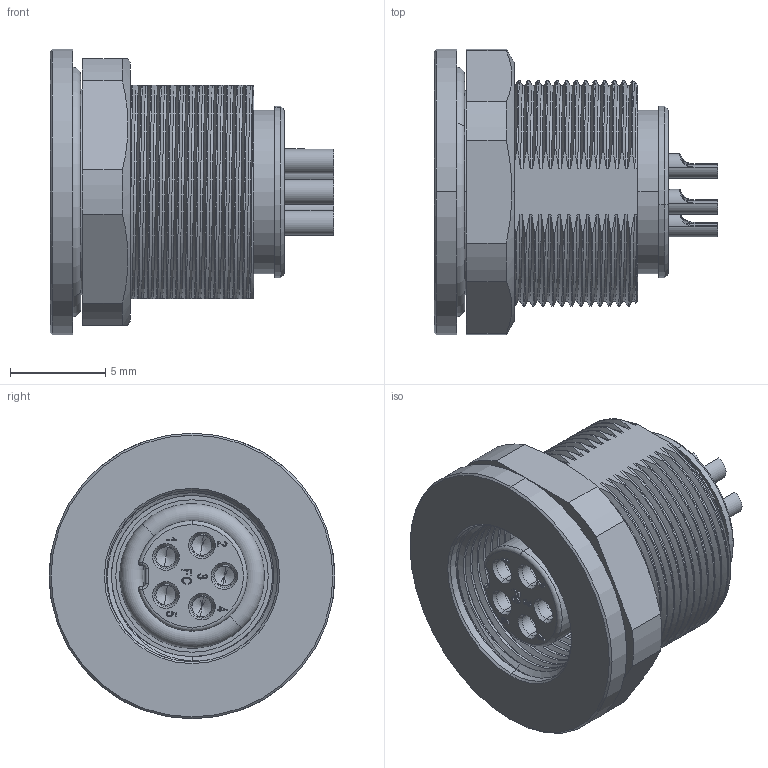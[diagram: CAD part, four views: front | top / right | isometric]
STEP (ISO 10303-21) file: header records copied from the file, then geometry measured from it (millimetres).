
FILE_DESCRIPTION (( 'STEP AP203' ), '1' );
FILE_NAME ('P70.STEP', '2020-03-30T08:44:00', ( 'edpusr' ), ( 'Microsoft' ), 'SwSTEP 2.0', 'SolidWorks 2015', '' );
FILE_SCHEMA (( 'CONFIG_CONTROL_DESIGN' ));
Products named in the file (1): P70
Bounding box: 14.9 x 15 x 15 mm (x, y, z)
Volume: 1127 mm3; surface area: 2874.1 mm2
Topology: 11 solids, 11 shells, 774 faces, 2050 edges, 1321 vertices
Faces by surface type: cylinder 260, plane 215, bspline 182, cone 97, torus 20
Entity records: 81669 total; most frequent: CARTESIAN_POINT 64342, ORIENTED_EDGE 4060, DIRECTION 2972, EDGE_CURVE 2030, VERTEX_POINT 1321, AXIS2_PLACEMENT_3D 1027, LINE 918, VECTOR 918
